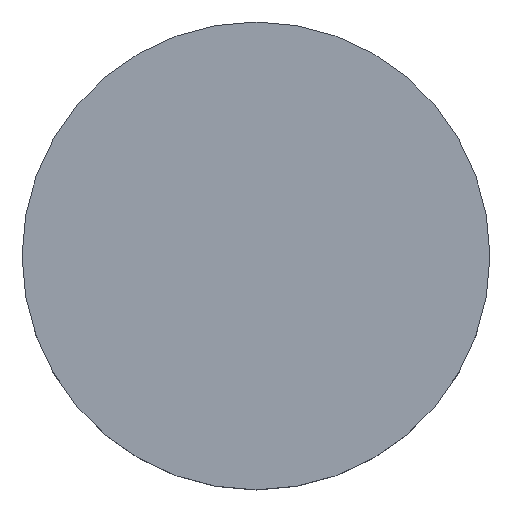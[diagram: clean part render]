
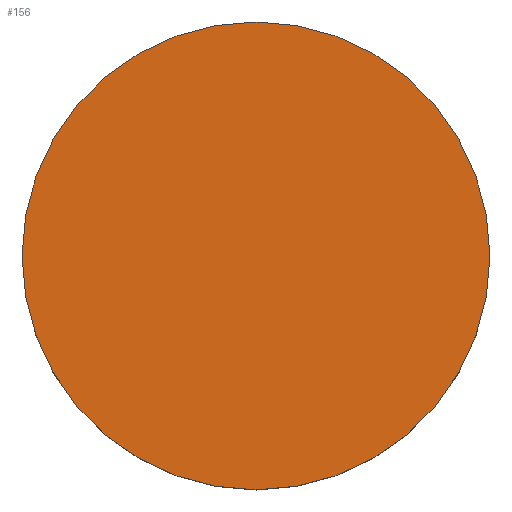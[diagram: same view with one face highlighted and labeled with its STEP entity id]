
A CAD part, top view. The second image highlights one B-rep face of the part: STEP entity #156.
In plain terms, the highlighted planar face has unit normal (0, 0, 1).
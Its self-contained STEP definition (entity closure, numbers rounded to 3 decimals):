
#17=PLANE('',#186);
#26=FACE_OUTER_BOUND('',#39,.T.);
#39=EDGE_LOOP('',(#118));
#68=CIRCLE('',#183,9.2);
#79=VERTEX_POINT('',#267);
#91=EDGE_CURVE('',#79,#79,#68,.F.);
#118=ORIENTED_EDGE('',*,*,#91,.T.);
#156=ADVANCED_FACE('',(#26),#17,.T.);
#183=AXIS2_PLACEMENT_3D('',#268,#213,#214);
#186=AXIS2_PLACEMENT_3D('',#273,#220,#221);
#213=DIRECTION('center_axis',(0.,0.,-1.));
#214=DIRECTION('ref_axis',(-1.,0.,0.));
#220=DIRECTION('center_axis',(0.,0.,1.));
#221=DIRECTION('ref_axis',(-1.,0.,0.));
#267=CARTESIAN_POINT('',(9.2,15.6,84.184));
#268=CARTESIAN_POINT('Origin',(0.,15.6,84.184));
#273=CARTESIAN_POINT('Origin',(0.,15.6,84.184));
